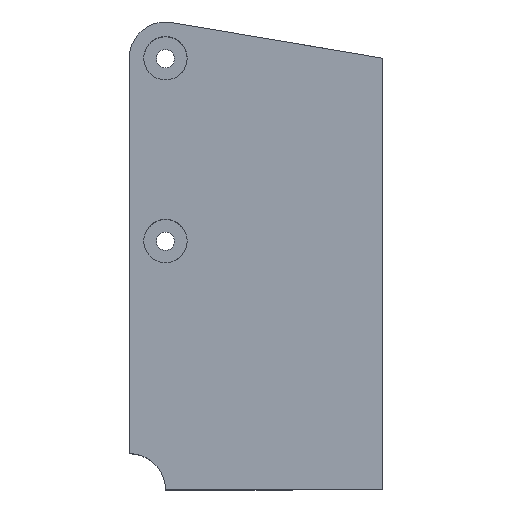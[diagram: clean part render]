
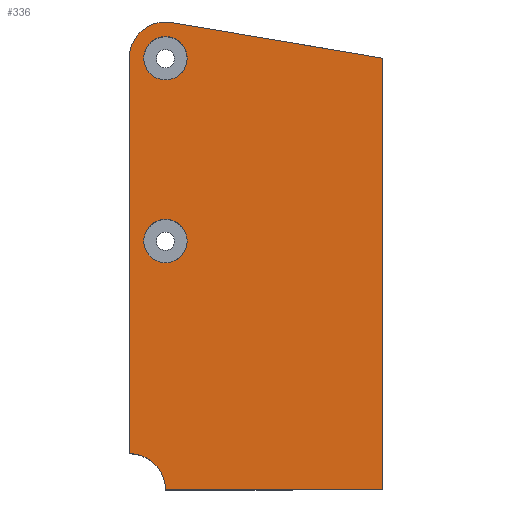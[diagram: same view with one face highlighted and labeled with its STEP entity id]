
A CAD part, top view. The second image highlights one B-rep face of the part: STEP entity #336.
In plain terms, the highlighted planar face has unit normal (0, 0, 1).
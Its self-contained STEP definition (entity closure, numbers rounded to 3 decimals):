
#9 = LINE ( 'NONE', #1214, #918 ) ;
#15 = DIRECTION ( 'NONE',  ( 1., 0., 0. ) ) ;
#20 = ORIENTED_EDGE ( 'NONE', *, *, #326, .T. ) ;
#32 = DIRECTION ( 'NONE',  ( 0.986, -0.167, 0. ) ) ;
#57 = EDGE_LOOP ( 'NONE', ( #925, #20, #570, #671, #827, #815 ) ) ;
#92 = AXIS2_PLACEMENT_3D ( 'NONE', #110, #527, #420 ) ;
#101 = CARTESIAN_POINT ( 'NONE',  ( -10., 10., 60. ) ) ;
#108 = VERTEX_POINT ( 'NONE', #340 ) ;
#110 = CARTESIAN_POINT ( 'NONE',  ( 0., 68.706, 60. ) ) ;
#141 = PLANE ( 'NONE',  #493 ) ;
#155 = AXIS2_PLACEMENT_3D ( 'NONE', #1261, #710, #491 ) ;
#178 = AXIS2_PLACEMENT_3D ( 'NONE', #1134, #612, #299 ) ;
#246 = CARTESIAN_POINT ( 'NONE',  ( 6., 68.706, 60. ) ) ;
#299 = DIRECTION ( 'NONE',  ( -1., 0., 0. ) ) ;
#307 = CARTESIAN_POINT ( 'NONE',  ( -10., 130., 60. ) ) ;
#312 = DIRECTION ( 'NONE',  ( 0., 0., 1. ) ) ;
#326 = EDGE_CURVE ( 'NONE', #108, #987, #9, .T. ) ;
#336 = ADVANCED_FACE ( 'NONE', ( #1205, #977, #898 ), #141, .T. ) ;
#340 = CARTESIAN_POINT ( 'NONE',  ( 0., 0., 60. ) ) ;
#359 = CIRCLE ( 'NONE', #155, 6. ) ;
#366 = VERTEX_POINT ( 'NONE', #566 ) ;
#374 = EDGE_CURVE ( 'NONE', #667, #417, #1318, .T. ) ;
#395 = VERTEX_POINT ( 'NONE', #246 ) ;
#399 = CARTESIAN_POINT ( 'NONE',  ( -10., 0., 60. ) ) ;
#417 = VERTEX_POINT ( 'NONE', #1007 ) ;
#420 = DIRECTION ( 'NONE',  ( 1., 0., 0. ) ) ;
#427 = VERTEX_POINT ( 'NONE', #1190 ) ;
#491 = DIRECTION ( 'NONE',  ( 1., 0., 0. ) ) ;
#492 = CIRCLE ( 'NONE', #739, 10. ) ;
#493 = AXIS2_PLACEMENT_3D ( 'NONE', #796, #557, #883 ) ;
#527 = DIRECTION ( 'NONE',  ( 0., 0., 1. ) ) ;
#532 = CARTESIAN_POINT ( 'NONE',  ( -6., 119.206, 60. ) ) ;
#534 = VECTOR ( 'NONE', #32, 1000. ) ;
#544 = VERTEX_POINT ( 'NONE', #101 ) ;
#557 = DIRECTION ( 'NONE',  ( 0., 0., 1. ) ) ;
#564 = EDGE_CURVE ( 'NONE', #1302, #544, #944, .T. ) ;
#566 = CARTESIAN_POINT ( 'NONE',  ( -6., 68.706, 60. ) ) ;
#568 = EDGE_LOOP ( 'NONE', ( #1354, #1278 ) ) ;
#570 = ORIENTED_EDGE ( 'NONE', *, *, #1130, .T. ) ;
#573 = CARTESIAN_POINT ( 'NONE',  ( 21.257, 125.755, 60. ) ) ;
#612 = DIRECTION ( 'NONE',  ( 0., 0., -1. ) ) ;
#665 = AXIS2_PLACEMENT_3D ( 'NONE', #860, #312, #1165 ) ;
#667 = VERTEX_POINT ( 'NONE', #842 ) ;
#671 = ORIENTED_EDGE ( 'NONE', *, *, #374, .F. ) ;
#692 = VECTOR ( 'NONE', #1369, 1000. ) ;
#710 = DIRECTION ( 'NONE',  ( 0., 0., 1. ) ) ;
#725 = EDGE_CURVE ( 'NONE', #1022, #427, #1230, .T. ) ;
#729 = LINE ( 'NONE', #942, #1125 ) ;
#739 = AXIS2_PLACEMENT_3D ( 'NONE', #399, #952, #846 ) ;
#773 = DIRECTION ( 'NONE',  ( 1., 0., 0. ) ) ;
#783 = CIRCLE ( 'NONE', #178, 10. ) ;
#796 = CARTESIAN_POINT ( 'NONE',  ( 0., 0., 60. ) ) ;
#815 = ORIENTED_EDGE ( 'NONE', *, *, #564, .T. ) ;
#827 = ORIENTED_EDGE ( 'NONE', *, *, #1324, .F. ) ;
#842 = CARTESIAN_POINT ( 'NONE',  ( 1.667, 129.067, 60. ) ) ;
#846 = DIRECTION ( 'NONE',  ( -1., 0., 0. ) ) ;
#852 = DIRECTION ( 'NONE',  ( 0., 1., 0. ) ) ;
#860 = CARTESIAN_POINT ( 'NONE',  ( 0., 119.206, 60. ) ) ;
#875 = DIRECTION ( 'NONE',  ( 0., 0., 1. ) ) ;
#883 = DIRECTION ( 'NONE',  ( 1., 0., 0. ) ) ;
#898 = FACE_OUTER_BOUND ( 'NONE', #57, .T. ) ;
#914 = ORIENTED_EDGE ( 'NONE', *, *, #1346, .F. ) ;
#918 = VECTOR ( 'NONE', #773, 1000. ) ;
#920 = CIRCLE ( 'NONE', #665, 6. ) ;
#925 = ORIENTED_EDGE ( 'NONE', *, *, #1058, .T. ) ;
#942 = CARTESIAN_POINT ( 'NONE',  ( 60., -78.102, 60. ) ) ;
#944 = LINE ( 'NONE', #307, #692 ) ;
#952 = DIRECTION ( 'NONE',  ( 0., 0., -1. ) ) ;
#977 = FACE_BOUND ( 'NONE', #1351, .T. ) ;
#979 = EDGE_CURVE ( 'NONE', #427, #1022, #920, .T. ) ;
#987 = VERTEX_POINT ( 'NONE', #1064 ) ;
#1007 = CARTESIAN_POINT ( 'NONE',  ( 60., 119.206, 60. ) ) ;
#1017 = EDGE_CURVE ( 'NONE', #366, #395, #1232, .T. ) ;
#1022 = VERTEX_POINT ( 'NONE', #532 ) ;
#1058 = EDGE_CURVE ( 'NONE', #544, #108, #492, .T. ) ;
#1064 = CARTESIAN_POINT ( 'NONE',  ( 60., 0., 60. ) ) ;
#1125 = VECTOR ( 'NONE', #852, 1000. ) ;
#1130 = EDGE_CURVE ( 'NONE', #987, #417, #729, .T. ) ;
#1134 = CARTESIAN_POINT ( 'NONE',  ( 0., 119.206, 60. ) ) ;
#1165 = DIRECTION ( 'NONE',  ( 1., 0., 0. ) ) ;
#1170 = ORIENTED_EDGE ( 'NONE', *, *, #1017, .F. ) ;
#1185 = CARTESIAN_POINT ( 'NONE',  ( 0., 119.206, 60. ) ) ;
#1190 = CARTESIAN_POINT ( 'NONE',  ( 6., 119.206, 60. ) ) ;
#1205 = FACE_BOUND ( 'NONE', #568, .T. ) ;
#1214 = CARTESIAN_POINT ( 'NONE',  ( -10., 0., 60. ) ) ;
#1230 = CIRCLE ( 'NONE', #1255, 6. ) ;
#1232 = CIRCLE ( 'NONE', #92, 6. ) ;
#1255 = AXIS2_PLACEMENT_3D ( 'NONE', #1185, #875, #15 ) ;
#1261 = CARTESIAN_POINT ( 'NONE',  ( 0., 68.706, 60. ) ) ;
#1278 = ORIENTED_EDGE ( 'NONE', *, *, #725, .F. ) ;
#1302 = VERTEX_POINT ( 'NONE', #1352 ) ;
#1318 = LINE ( 'NONE', #573, #534 ) ;
#1324 = EDGE_CURVE ( 'NONE', #1302, #667, #783, .T. ) ;
#1346 = EDGE_CURVE ( 'NONE', #395, #366, #359, .T. ) ;
#1351 = EDGE_LOOP ( 'NONE', ( #914, #1170 ) ) ;
#1352 = CARTESIAN_POINT ( 'NONE',  ( -10., 119.206, 60. ) ) ;
#1354 = ORIENTED_EDGE ( 'NONE', *, *, #979, .F. ) ;
#1369 = DIRECTION ( 'NONE',  ( 0., -1., 0. ) ) ;
